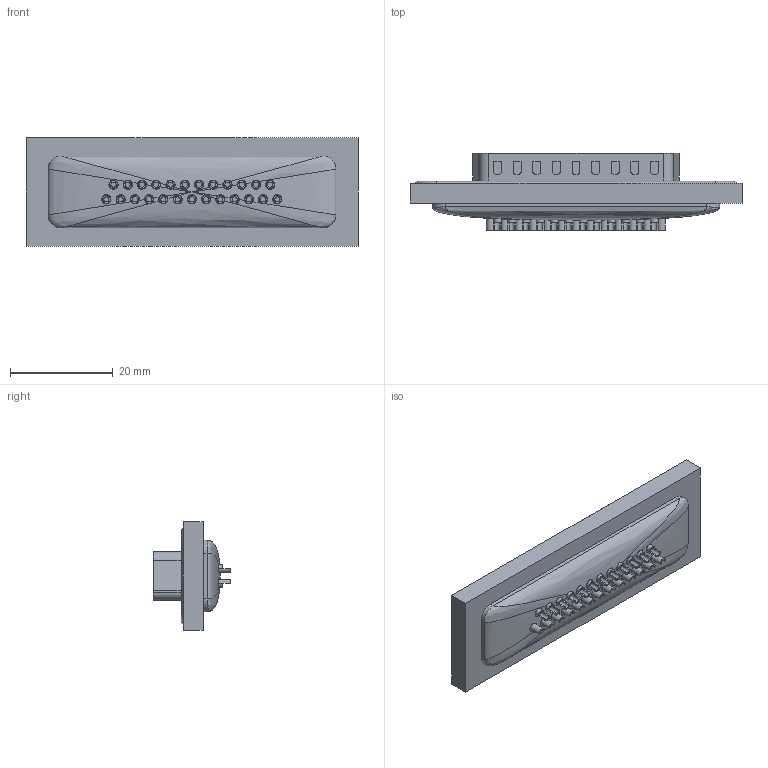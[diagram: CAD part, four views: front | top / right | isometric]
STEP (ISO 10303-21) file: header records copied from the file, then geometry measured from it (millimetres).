
FILE_DESCRIPTION (( 'STEP AP214' ), '1' );
FILE_NAME ('WPSD25P.STEP', '2015-12-21T17:32:33', ( 'x' ), ( '' ), 'SwSTEP 2.0', 'SolidWorks 2014', '' );
FILE_SCHEMA (( 'AUTOMOTIVE_DESIGN' ));
Length unit declared in the file: inch
Products named in the file (5): WPSD25P-MA1; WPSD25-MA2; SD25P_With Clinch Nuts; WPSD25; WPSD25P
Assembly tree (4 placements, depth 2):
  WPSD25P
    WPSD25
    SD25P_With Clinch Nuts
    WPSD25-MA2
    WPSD25P-MA1
Bounding box: 64.49 x 15.01 x 21.1 mm (x, y, z)
Volume: 6629 mm3; surface area: 9565.6 mm2
Topology: 4 solids, 4 shells, 897 faces, 2399 edges, 1504 vertices
Faces by surface type: plane 407, cylinder 366, sphere 50, bspline 50, torus 24
Entity records: 36589 total; most frequent: CARTESIAN_POINT 9825, ORIENTED_EDGE 4566, DIRECTION 4380, EDGE_CURVE 2283, AXIS2_PLACEMENT_3D 1559, VERTEX_POINT 1454, LINE 1262, VECTOR 1262
